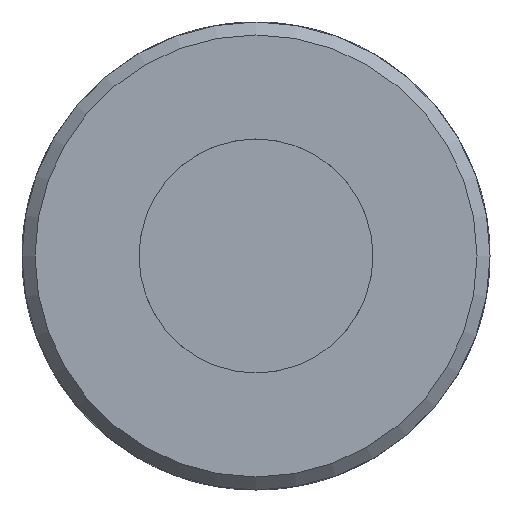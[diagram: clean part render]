
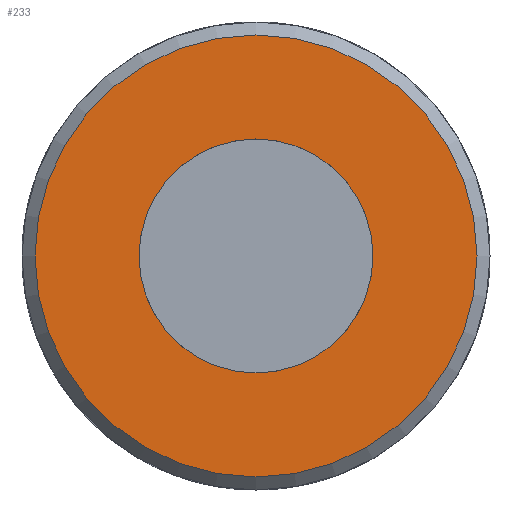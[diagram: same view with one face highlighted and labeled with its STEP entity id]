
A CAD part, left-side view. The second image highlights one B-rep face of the part: STEP entity #233.
In plain terms, the highlighted planar face has unit normal (-1, 0, 0).
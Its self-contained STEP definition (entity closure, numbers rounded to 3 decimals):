
#233 = ADVANCED_FACE( '', ( #484, #485 ), #486, .T. );
#484 = FACE_BOUND( '', #768, .T. );
#485 = FACE_OUTER_BOUND( '', #769, .T. );
#486 = PLANE( '', #770 );
#768 = EDGE_LOOP( '', ( #1172 ) );
#769 = EDGE_LOOP( '', ( #1173 ) );
#770 = AXIS2_PLACEMENT_3D( '', #1174, #1175, #1176 );
#1172 = ORIENTED_EDGE( '', *, *, #1484, .T. );
#1173 = ORIENTED_EDGE( '', *, *, #1608, .F. );
#1174 = CARTESIAN_POINT( '', ( 0., 17., 0. ) );
#1175 = DIRECTION( '', ( -1., 0., 0. ) );
#1176 = DIRECTION( '', ( 0., 0., 1. ) );
#1484 = EDGE_CURVE( '', #1695, #1695, #1696, .T. );
#1608 = EDGE_CURVE( '', #1896, #1896, #1897, .T. );
#1695 = VERTEX_POINT( '', #2098 );
#1696 = CIRCLE( '', #2099, 9. );
#1896 = VERTEX_POINT( '', #2823 );
#1897 = CIRCLE( '', #2824, 17. );
#2098 = CARTESIAN_POINT( '', ( 0., 0., -9. ) );
#2099 = AXIS2_PLACEMENT_3D( '', #3242, #3243, #3244 );
#2823 = CARTESIAN_POINT( '', ( 0., 0., -17. ) );
#2824 = AXIS2_PLACEMENT_3D( '', #3394, #3395, #3396 );
#3242 = CARTESIAN_POINT( '', ( 0., 0., 0. ) );
#3243 = DIRECTION( '', ( 1., 0., 0. ) );
#3244 = DIRECTION( '', ( 0., 0., -1. ) );
#3394 = CARTESIAN_POINT( '', ( 0., 0., 0. ) );
#3395 = DIRECTION( '', ( 1., 0., 0. ) );
#3396 = DIRECTION( '', ( 0., 0., -1. ) );
